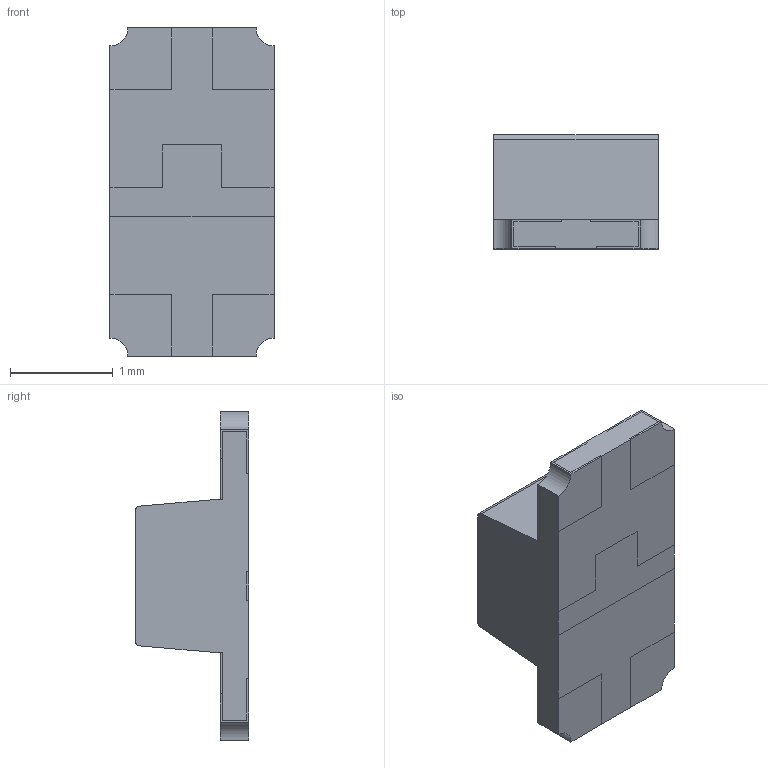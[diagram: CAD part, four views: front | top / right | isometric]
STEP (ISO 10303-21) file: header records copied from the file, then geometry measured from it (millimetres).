
FILE_DESCRIPTION (( 'STEP AP214' ), '1' );
FILE_NAME ('LTST-C235KGKRKT.STEP', '2019-04-03T12:37:11', ( '' ), ( '' ), 'SwSTEP 2.0', 'SolidWorks 2017', '' );
FILE_SCHEMA (( 'AUTOMOTIVE_DESIGN' ));
Length unit declared in the file: millimetre
Products named in the file (1): LTST-C235KGKRKT
Bounding box: 1.6 x 1.11 x 3.2 mm (x, y, z)
Volume: 3.3 mm3; surface area: 27.3 mm2
Topology: 8 solids, 8 shells, 121 faces, 312 edges, 208 vertices
Faces by surface type: plane 103, cylinder 18
Entity records: 3743 total; most frequent: CARTESIAN_POINT 642, ORIENTED_EDGE 624, DIRECTION 592, EDGE_CURVE 312, LINE 276, VECTOR 276, VERTEX_POINT 208, AXIS2_PLACEMENT_3D 158
